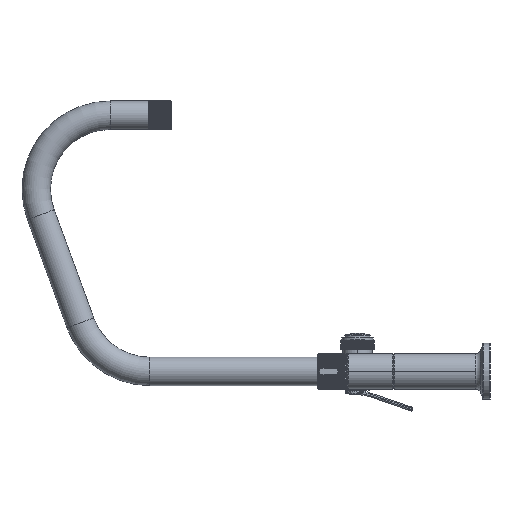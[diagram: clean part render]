
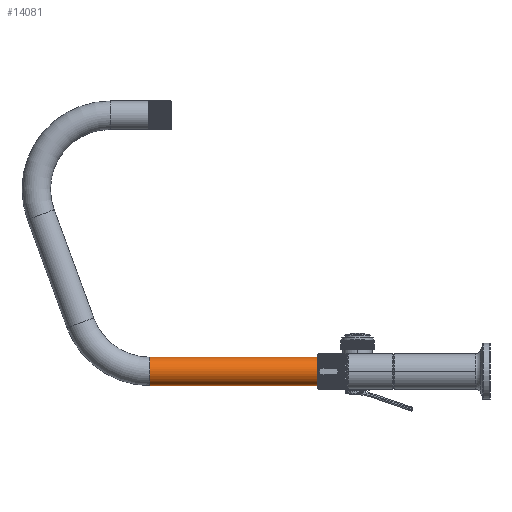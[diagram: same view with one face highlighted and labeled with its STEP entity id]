
A CAD part, left-side view. The second image highlights one B-rep face of the part: STEP entity #14081.
In plain terms, the highlighted cylindrical face has radius 12.7 mm (diameter 25.4 mm), a partial arc.
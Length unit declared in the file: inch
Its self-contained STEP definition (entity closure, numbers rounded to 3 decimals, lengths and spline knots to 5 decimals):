
#8982=DIRECTION('',(0.,1.,0.));
#8983=VECTOR('',#8982,8.32242);
#8984=CARTESIAN_POINT('',(0.,3.6258,0.5));
#8985=LINE('',#8984,#8983);
#8991=CARTESIAN_POINT('',(0.,3.6258,0.));
#8992=DIRECTION('',(0.,1.,0.));
#8993=DIRECTION('',(0.,0.,-1.));
#8994=AXIS2_PLACEMENT_3D('',#8991,#8992,#8993);
#8996=DIRECTION('',(0.,1.,0.));
#8997=VECTOR('',#8996,8.32242);
#8998=CARTESIAN_POINT('',(0.,3.6258,-0.5));
#8999=LINE('',#8998,#8997);
#9000=CARTESIAN_POINT('',(0.,11.94822,0.));
#9001=DIRECTION('',(0.,1.,0.));
#9002=DIRECTION('',(0.,0.,-1.));
#9003=AXIS2_PLACEMENT_3D('',#9000,#9001,#9002);
#11618=CARTESIAN_POINT('',(0.,3.6258,0.5));
#11619=CARTESIAN_POINT('',(0.,3.6258,-0.5));
#11620=VERTEX_POINT('',#11618);
#11621=VERTEX_POINT('',#11619);
#11622=CARTESIAN_POINT('',(0.,11.94822,0.5));
#11623=CARTESIAN_POINT('',(0.,11.94822,-0.5));
#11624=VERTEX_POINT('',#11622);
#11625=VERTEX_POINT('',#11623);
#14069=CARTESIAN_POINT('',(0.,3.6258,0.));
#14070=DIRECTION('',(0.,1.,0.));
#14071=DIRECTION('',(0.,0.,1.));
#14072=AXIS2_PLACEMENT_3D('',#14069,#14070,#14071);
#14073=CYLINDRICAL_SURFACE('',#14072,0.5);
#14074=ORIENTED_EDGE('',*,*,#14064,.F.);
#14075=ORIENTED_EDGE('',*,*,#14053,.T.);
#14077=ORIENTED_EDGE('',*,*,#14076,.T.);
#14078=ORIENTED_EDGE('',*,*,#14050,.F.);
#14079=EDGE_LOOP('',(#14074,#14075,#14077,#14078));
#14080=FACE_OUTER_BOUND('',#14079,.F.);
#14081=ADVANCED_FACE('',(#14080),#14073,.T.);
#8995=CIRCLE('',#8994,0.5);
#9004=CIRCLE('',#9003,0.5);
#14050=EDGE_CURVE('',#11620,#11624,#8985,.T.);
#14053=EDGE_CURVE('',#11621,#11625,#8999,.T.);
#14064=EDGE_CURVE('',#11621,#11620,#8995,.T.);
#14076=EDGE_CURVE('',#11625,#11624,#9004,.T.);
